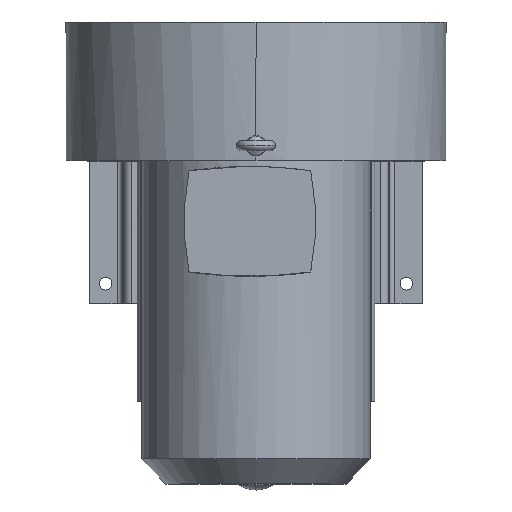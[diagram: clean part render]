
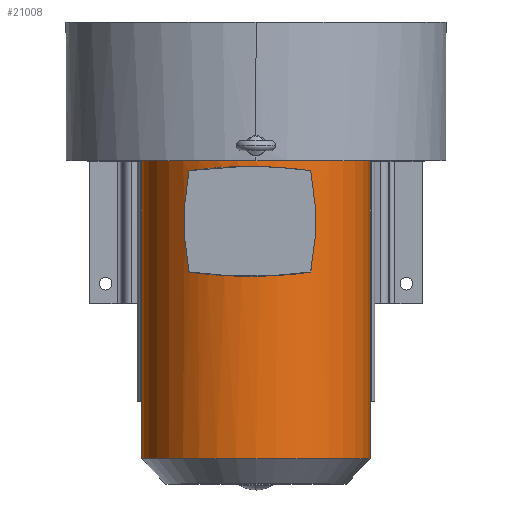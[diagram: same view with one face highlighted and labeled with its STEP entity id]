
A CAD part, top view. The second image highlights one B-rep face of the part: STEP entity #21008.
In plain terms, the highlighted cylindrical face has radius 135 mm (diameter 270 mm), a partial arc.
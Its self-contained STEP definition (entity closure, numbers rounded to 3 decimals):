
#363=CARTESIAN_POINT('',(0.,6.5,0.));
#364=DIRECTION('',(0.,-1.,0.));
#365=DIRECTION('',(1.,0.,0.));
#366=AXIS2_PLACEMENT_3D('',#363,#364,#365);
#6179=DIRECTION('',(0.,1.,0.));
#6180=VECTOR('',#6179,352.7);
#6181=CARTESIAN_POINT('',(-135.,-346.2,
0.));
#6182=LINE('',#6181,#6180);
#6183=CARTESIAN_POINT('',(64.718,-5.405,118.476));
#6184=CARTESIAN_POINT('',(61.5,-4.953,120.234));
#6185=CARTESIAN_POINT('',(54.935,-4.093,123.479));
#6186=CARTESIAN_POINT('',(44.781,-2.965,127.512));
#6187=CARTESIAN_POINT('',(34.37,-2.017,130.702));
#6188=CARTESIAN_POINT('',(23.79,-1.272,133.034));
#6189=CARTESIAN_POINT('',(13.093,-0.739,
134.508));
#6190=CARTESIAN_POINT('',(2.32,-0.427,
135.123));
#6191=CARTESIAN_POINT('',(-8.45,-0.34,
134.879));
#6192=CARTESIAN_POINT('',(-19.193,-0.477,
133.774));
#6193=CARTESIAN_POINT('',(-29.816,-0.833,
131.814));
#6194=CARTESIAN_POINT('',(-40.289,-1.398,
129.001));
#6195=CARTESIAN_POINT('',(-50.544,-2.158,
125.339));
#6196=CARTESIAN_POINT('',(-60.51,-3.093,
120.845));
#6197=CARTESIAN_POINT('',(-70.124,-4.181,
115.534));
#6198=CARTESIAN_POINT('',(-76.248,-4.988,
111.467));
#6199=CARTESIAN_POINT('',(-79.228,-5.406,
109.307));
#6201=CARTESIAN_POINT('',(0.,-346.2,
0.));
#6202=DIRECTION('',(0.,1.,0.));
#6203=DIRECTION('',(-1.,0.,0.));
#6204=AXIS2_PLACEMENT_3D('',#6201,#6202,#6203);
#6206=CARTESIAN_POINT('',(0.,-346.2,
0.));
#6207=DIRECTION('',(0.,1.,0.));
#6208=DIRECTION('',(0.,0.,1.));
#6209=AXIS2_PLACEMENT_3D('',#6206,#6207,#6208);
#6259=DIRECTION('',(0.,1.,0.));
#6260=VECTOR('',#6259,352.7);
#6261=CARTESIAN_POINT('',(135.,-346.2,
0.));
#6262=LINE('',#6261,#6260);
#6295=CARTESIAN_POINT('',(64.718,-5.405,118.476));
#6296=CARTESIAN_POINT('',(66.639,-15.261,117.427));
#6297=CARTESIAN_POINT('',(69.537,-35.166,115.729));
#6298=CARTESIAN_POINT('',(71.005,-65.43,114.815));
#6299=CARTESIAN_POINT('',(69.551,-95.694,115.721));
#6300=CARTESIAN_POINT('',(66.661,-115.598,117.414));
#6301=CARTESIAN_POINT('',(64.746,-125.453,118.461));
#6307=CARTESIAN_POINT('',(64.746,-125.453,118.461));
#6308=CARTESIAN_POINT('',(58.223,-126.378,122.026));
#6309=CARTESIAN_POINT('',(44.847,-128.017,127.945));
#6310=CARTESIAN_POINT('',(23.944,-129.729,133.449));
#6311=CARTESIAN_POINT('',(2.245,-130.59,135.561));
#6312=CARTESIAN_POINT('',(-19.311,-130.526,
134.192));
#6313=CARTESIAN_POINT('',(-40.442,-129.575,
129.403));
#6314=CARTESIAN_POINT('',(-60.534,-127.852,
121.32));
#6315=CARTESIAN_POINT('',(-73.171,-126.278,
113.7));
#6316=CARTESIAN_POINT('',(-79.264,-125.411,
109.281));
#6322=CARTESIAN_POINT('',(-79.264,-125.411,
109.281));
#6323=CARTESIAN_POINT('',(-81.179,-115.58,
107.892));
#6324=CARTESIAN_POINT('',(-84.072,-95.715,
105.647));
#6325=CARTESIAN_POINT('',(-85.535,-65.413,
104.44));
#6326=CARTESIAN_POINT('',(-84.055,-35.108,
105.661));
#6327=CARTESIAN_POINT('',(-81.15,-15.24,
107.914));
#6328=CARTESIAN_POINT('',(-79.228,-5.406,
109.307));
#6811=CARTESIAN_POINT('',(135.,6.5,0.));
#6812=CARTESIAN_POINT('',(-135.,6.5,0.));
#6813=VERTEX_POINT('',#6811);
#6814=VERTEX_POINT('',#6812);
#8061=CARTESIAN_POINT('',(0.,-346.2,
135.));
#8062=CARTESIAN_POINT('',(135.,-346.2,
0.));
#8063=VERTEX_POINT('',#8061);
#8064=VERTEX_POINT('',#8062);
#8065=CARTESIAN_POINT('',(-135.,-346.2,
0.));
#8066=VERTEX_POINT('',#8065);
#8067=VERTEX_POINT('',#6183);
#8068=VERTEX_POINT('',#6199);
#8069=VERTEX_POINT('',#6322);
#8070=VERTEX_POINT('',#6307);
#20982=CARTESIAN_POINT('',(0.,6.5,0.));
#20983=DIRECTION('',(0.,-1.,0.));
#20984=DIRECTION('',(1.,0.,0.));
#20985=AXIS2_PLACEMENT_3D('',#20982,#20983,#20984);
#20986=CYLINDRICAL_SURFACE('',#20985,135.);
#20988=ORIENTED_EDGE('',*,*,#20987,.F.);
#20990=ORIENTED_EDGE('',*,*,#20989,.F.);
#20992=ORIENTED_EDGE('',*,*,#20991,.T.);
#20993=ORIENTED_EDGE('',*,*,#8371,.F.);
#20995=ORIENTED_EDGE('',*,*,#20994,.F.);
#20996=EDGE_LOOP('',(#20988,#20990,#20992,#20993,#20995));
#20997=FACE_OUTER_BOUND('',#20996,.F.);
#20999=ORIENTED_EDGE('',*,*,#20998,.T.);
#21001=ORIENTED_EDGE('',*,*,#21000,.F.);
#21003=ORIENTED_EDGE('',*,*,#21002,.F.);
#21005=ORIENTED_EDGE('',*,*,#21004,.F.);
#21006=EDGE_LOOP('',(#20999,#21001,#21003,#21005));
#21007=FACE_BOUND('',#21006,.F.);
#21008=ADVANCED_FACE('',(#20997,#21007),#20986,.T.);
#367=CIRCLE('',#366,135.);
#6200=B_SPLINE_CURVE_WITH_KNOTS('',3,(#6183,#6184,#6185,#6186,#6187,#6188,#6189,
#6190,#6191,#6192,#6193,#6194,#6195,#6196,#6197,#6198,#6199),.UNSPECIFIED.,.F.,
.F.,(4,1,1,1,1,1,1,1,1,1,1,1,1,1,4),(0.,0.071,0.143,
0.214,0.286,0.357,0.429,0.5,
0.571,0.643,0.714,0.786,
0.857,0.929,1.),.UNSPECIFIED.);
#6205=CIRCLE('',#6204,135.);
#6210=CIRCLE('',#6209,135.);
#6302=B_SPLINE_CURVE_WITH_KNOTS('',3,(#6295,#6296,#6297,#6298,#6299,#6300,
#6301),.UNSPECIFIED.,.F.,.F.,(4,1,1,1,4),(0.,0.25,0.5,0.75,1.),
.UNSPECIFIED.);
#6317=B_SPLINE_CURVE_WITH_KNOTS('',3,(#6307,#6308,#6309,#6310,#6311,#6312,#6313,
#6314,#6315,#6316),.UNSPECIFIED.,.F.,.F.,(4,1,1,1,1,1,1,4),(0.,
0.143,0.286,0.429,0.571,
0.714,0.857,1.),.UNSPECIFIED.);
#6329=B_SPLINE_CURVE_WITH_KNOTS('',3,(#6322,#6323,#6324,#6325,#6326,#6327,
#6328),.UNSPECIFIED.,.F.,.F.,(4,1,1,1,4),(0.,0.25,0.5,0.75,1.),
.UNSPECIFIED.);
#8371=EDGE_CURVE('',#6813,#6814,#367,.T.);
#20987=EDGE_CURVE('',#8063,#8064,#6210,.T.);
#20989=EDGE_CURVE('',#8066,#8063,#6205,.T.);
#20991=EDGE_CURVE('',#8066,#6814,#6182,.T.);
#20994=EDGE_CURVE('',#8064,#6813,#6262,.T.);
#20998=EDGE_CURVE('',#8067,#8068,#6200,.T.);
#21000=EDGE_CURVE('',#8069,#8068,#6329,.T.);
#21002=EDGE_CURVE('',#8070,#8069,#6317,.T.);
#21004=EDGE_CURVE('',#8067,#8070,#6302,.T.);
